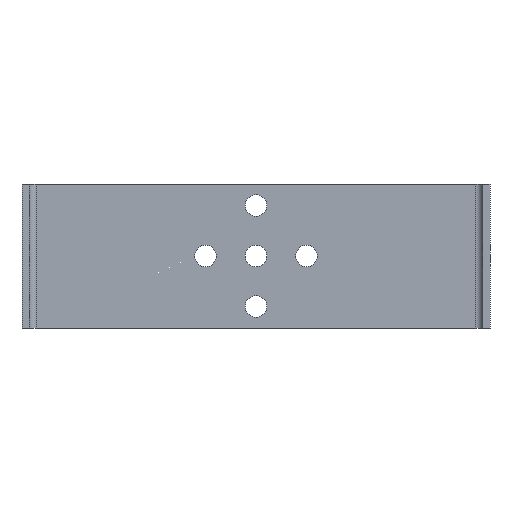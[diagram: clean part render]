
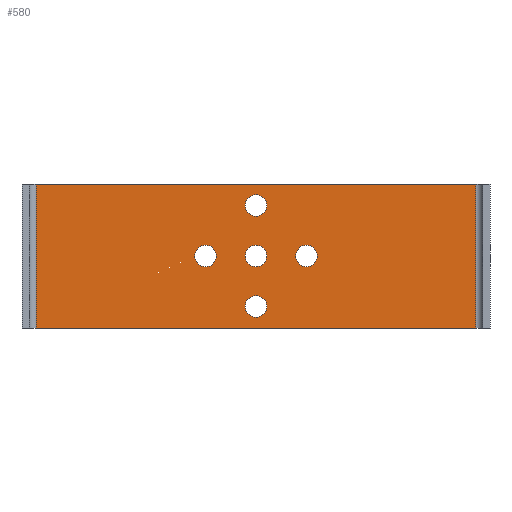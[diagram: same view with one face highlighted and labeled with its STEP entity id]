
A CAD part, front view. The second image highlights one B-rep face of the part: STEP entity #580.
In plain terms, the highlighted planar face has unit normal (0, -1, 0).
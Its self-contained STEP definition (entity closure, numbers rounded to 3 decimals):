
#12 = CIRCLE ( 'NONE', #1269, 1.5 ) ;
#13 = VERTEX_POINT ( 'NONE', #1361 ) ;
#14 = AXIS2_PLACEMENT_3D ( 'NONE', #1394, #1048, #283 ) ;
#32 = ORIENTED_EDGE ( 'NONE', *, *, #43, .T. ) ;
#38 = ORIENTED_EDGE ( 'NONE', *, *, #97, .T. ) ;
#43 = EDGE_CURVE ( 'NONE', #13, #1408, #73, .T. ) ;
#48 = CIRCLE ( 'NONE', #1252, 1.5 ) ;
#69 = CIRCLE ( 'NONE', #1431, 1.5 ) ;
#72 = DIRECTION ( 'NONE',  ( 0., 0., 1. ) ) ;
#73 = CIRCLE ( 'NONE', #1227, 1.5 ) ;
#97 = EDGE_CURVE ( 'NONE', #837, #386, #917, .T. ) ;
#100 = CARTESIAN_POINT ( 'NONE',  ( 25.5, 74., 8.5 ) ) ;
#101 = VECTOR ( 'NONE', #1440, 1000. ) ;
#121 = CARTESIAN_POINT ( 'NONE',  ( 2., 74., 20. ) ) ;
#122 = ORIENTED_EDGE ( 'NONE', *, *, #173, .T. ) ;
#163 = CARTESIAN_POINT ( 'NONE',  ( 25.5, 74., 10. ) ) ;
#171 = DIRECTION ( 'NONE',  ( 0., 1., 0. ) ) ;
#173 = EDGE_CURVE ( 'NONE', #884, #672, #12, .T. ) ;
#174 = VERTEX_POINT ( 'NONE', #100 ) ;
#179 = DIRECTION ( 'NONE',  ( 0., 0., 1. ) ) ;
#189 = VERTEX_POINT ( 'NONE', #746 ) ;
#203 = DIRECTION ( 'NONE',  ( 0., 0., 1. ) ) ;
#206 = ORIENTED_EDGE ( 'NONE', *, *, #249, .T. ) ;
#222 = DIRECTION ( 'NONE',  ( 0., 0., 1. ) ) ;
#235 = VECTOR ( 'NONE', #1199, 1000. ) ;
#239 = CARTESIAN_POINT ( 'NONE',  ( 25.5, 74., 11.5 ) ) ;
#241 = ORIENTED_EDGE ( 'NONE', *, *, #1355, .T. ) ;
#245 = VERTEX_POINT ( 'NONE', #533 ) ;
#249 = EDGE_CURVE ( 'NONE', #1408, #13, #295, .T. ) ;
#253 = DIRECTION ( 'NONE',  ( 0., 1., 0. ) ) ;
#283 = DIRECTION ( 'NONE',  ( 0., 0., 1. ) ) ;
#295 = CIRCLE ( 'NONE', #872, 1.5 ) ;
#301 = AXIS2_PLACEMENT_3D ( 'NONE', #163, #1261, #1359 ) ;
#336 = CARTESIAN_POINT ( 'NONE',  ( 63., 74., 20. ) ) ;
#342 = DIRECTION ( 'NONE',  ( 0., 1., 0. ) ) ;
#348 = EDGE_LOOP ( 'NONE', ( #32, #206 ) ) ;
#363 = EDGE_CURVE ( 'NONE', #1053, #766, #1051, .T. ) ;
#364 = FACE_BOUND ( 'NONE', #348, .T. ) ;
#370 = CARTESIAN_POINT ( 'NONE',  ( 63., 74., 20. ) ) ;
#386 = VERTEX_POINT ( 'NONE', #799 ) ;
#391 = CARTESIAN_POINT ( 'NONE',  ( 32.5, 74., 3. ) ) ;
#396 = LINE ( 'NONE', #336, #101 ) ;
#413 = LINE ( 'NONE', #1201, #235 ) ;
#417 = CARTESIAN_POINT ( 'NONE',  ( 32.5, 74., 17. ) ) ;
#440 = FACE_BOUND ( 'NONE', #1059, .T. ) ;
#464 = VERTEX_POINT ( 'NONE', #239 ) ;
#465 = DIRECTION ( 'NONE',  ( 0., 0., 1. ) ) ;
#519 = VECTOR ( 'NONE', #1214, 1000. ) ;
#533 = CARTESIAN_POINT ( 'NONE',  ( 39.5, 74., 8.5 ) ) ;
#563 = CARTESIAN_POINT ( 'NONE',  ( 39.5, 74., 10. ) ) ;
#566 = EDGE_CURVE ( 'NONE', #1053, #651, #1152, .T. ) ;
#580 = ADVANCED_FACE ( 'NONE', ( #440, #364, #695, #1381, #865, #1400 ), #919, .F. ) ;
#605 = CARTESIAN_POINT ( 'NONE',  ( 32.5, 74., 10. ) ) ;
#610 = ORIENTED_EDGE ( 'NONE', *, *, #997, .F. ) ;
#614 = CARTESIAN_POINT ( 'NONE',  ( 2., 74., 0. ) ) ;
#638 = CIRCLE ( 'NONE', #301, 1.5 ) ;
#651 = VERTEX_POINT ( 'NONE', #370 ) ;
#652 = EDGE_LOOP ( 'NONE', ( #905, #610, #959, #1125 ) ) ;
#659 = DIRECTION ( 'NONE',  ( 0., 0., 1. ) ) ;
#672 = VERTEX_POINT ( 'NONE', #737 ) ;
#695 = FACE_BOUND ( 'NONE', #1010, .T. ) ;
#723 = DIRECTION ( 'NONE',  ( 1., 0., 0. ) ) ;
#729 = AXIS2_PLACEMENT_3D ( 'NONE', #563, #342, #465 ) ;
#737 = CARTESIAN_POINT ( 'NONE',  ( 32.5, 74., 15.5 ) ) ;
#738 = ORIENTED_EDGE ( 'NONE', *, *, #1308, .T. ) ;
#739 = DIRECTION ( 'NONE',  ( 0., 1., 0. ) ) ;
#746 = CARTESIAN_POINT ( 'NONE',  ( 39.5, 74., 11.5 ) ) ;
#752 = ORIENTED_EDGE ( 'NONE', *, *, #1329, .T. ) ;
#766 = VERTEX_POINT ( 'NONE', #614 ) ;
#767 = EDGE_LOOP ( 'NONE', ( #1037, #38 ) ) ;
#792 = CIRCLE ( 'NONE', #1333, 1.5 ) ;
#799 = CARTESIAN_POINT ( 'NONE',  ( 32.5, 74., 11.5 ) ) ;
#809 = CIRCLE ( 'NONE', #729, 1.5 ) ;
#816 = ORIENTED_EDGE ( 'NONE', *, *, #948, .T. ) ;
#822 = CARTESIAN_POINT ( 'NONE',  ( 0., 74., 20. ) ) ;
#833 = CARTESIAN_POINT ( 'NONE',  ( 0., 74., 20. ) ) ;
#837 = VERTEX_POINT ( 'NONE', #972 ) ;
#841 = CARTESIAN_POINT ( 'NONE',  ( 39.5, 74., 10. ) ) ;
#865 = FACE_BOUND ( 'NONE', #767, .T. ) ;
#868 = VERTEX_POINT ( 'NONE', #1433 ) ;
#872 = AXIS2_PLACEMENT_3D ( 'NONE', #1318, #983, #222 ) ;
#884 = VERTEX_POINT ( 'NONE', #966 ) ;
#905 = ORIENTED_EDGE ( 'NONE', *, *, #1416, .T. ) ;
#917 = CIRCLE ( 'NONE', #14, 1.5 ) ;
#919 = PLANE ( 'NONE',  #1263 ) ;
#941 = AXIS2_PLACEMENT_3D ( 'NONE', #841, #171, #953 ) ;
#948 = EDGE_CURVE ( 'NONE', #245, #189, #809, .T. ) ;
#950 = CIRCLE ( 'NONE', #941, 1.5 ) ;
#953 = DIRECTION ( 'NONE',  ( 0., 0., 1. ) ) ;
#959 = ORIENTED_EDGE ( 'NONE', *, *, #566, .F. ) ;
#966 = CARTESIAN_POINT ( 'NONE',  ( 32.5, 74., 18.5 ) ) ;
#972 = CARTESIAN_POINT ( 'NONE',  ( 32.5, 74., 8.5 ) ) ;
#975 = DIRECTION ( 'NONE',  ( 0., 1., 0. ) ) ;
#978 = DIRECTION ( 'NONE',  ( 0., 1., 0. ) ) ;
#983 = DIRECTION ( 'NONE',  ( 0., 1., 0. ) ) ;
#997 = EDGE_CURVE ( 'NONE', #651, #868, #396, .T. ) ;
#1006 = CARTESIAN_POINT ( 'NONE',  ( 2., 74., 20. ) ) ;
#1010 = EDGE_LOOP ( 'NONE', ( #738, #816 ) ) ;
#1037 = ORIENTED_EDGE ( 'NONE', *, *, #1089, .T. ) ;
#1041 = DIRECTION ( 'NONE',  ( 0., 1., 0. ) ) ;
#1048 = DIRECTION ( 'NONE',  ( 0., 1., 0. ) ) ;
#1051 = LINE ( 'NONE', #121, #519 ) ;
#1053 = VERTEX_POINT ( 'NONE', #1006 ) ;
#1059 = EDGE_LOOP ( 'NONE', ( #1157, #752 ) ) ;
#1063 = EDGE_CURVE ( 'NONE', #464, #174, #638, .T. ) ;
#1089 = EDGE_CURVE ( 'NONE', #386, #837, #48, .T. ) ;
#1125 = ORIENTED_EDGE ( 'NONE', *, *, #363, .T. ) ;
#1152 = LINE ( 'NONE', #822, #1270 ) ;
#1154 = DIRECTION ( 'NONE',  ( 0., 0., 1. ) ) ;
#1157 = ORIENTED_EDGE ( 'NONE', *, *, #1063, .T. ) ;
#1199 = DIRECTION ( 'NONE',  ( 1., 0., 0. ) ) ;
#1201 = CARTESIAN_POINT ( 'NONE',  ( 0., 74., 0. ) ) ;
#1214 = DIRECTION ( 'NONE',  ( 0., 0., -1. ) ) ;
#1227 = AXIS2_PLACEMENT_3D ( 'NONE', #391, #1266, #179 ) ;
#1252 = AXIS2_PLACEMENT_3D ( 'NONE', #605, #1041, #1377 ) ;
#1261 = DIRECTION ( 'NONE',  ( 0., 1., 0. ) ) ;
#1263 = AXIS2_PLACEMENT_3D ( 'NONE', #833, #253, #1154 ) ;
#1266 = DIRECTION ( 'NONE',  ( 0., 1., 0. ) ) ;
#1269 = AXIS2_PLACEMENT_3D ( 'NONE', #417, #975, #203 ) ;
#1270 = VECTOR ( 'NONE', #723, 1000. ) ;
#1275 = CARTESIAN_POINT ( 'NONE',  ( 25.5, 74., 10. ) ) ;
#1308 = EDGE_CURVE ( 'NONE', #189, #245, #950, .T. ) ;
#1310 = CARTESIAN_POINT ( 'NONE',  ( 32.5, 74., 17. ) ) ;
#1317 = CARTESIAN_POINT ( 'NONE',  ( 32.5, 74., 1.5 ) ) ;
#1318 = CARTESIAN_POINT ( 'NONE',  ( 32.5, 74., 3. ) ) ;
#1329 = EDGE_CURVE ( 'NONE', #174, #464, #69, .T. ) ;
#1332 = EDGE_LOOP ( 'NONE', ( #122, #241 ) ) ;
#1333 = AXIS2_PLACEMENT_3D ( 'NONE', #1310, #978, #659 ) ;
#1355 = EDGE_CURVE ( 'NONE', #672, #884, #792, .T. ) ;
#1359 = DIRECTION ( 'NONE',  ( 0., 0., 1. ) ) ;
#1361 = CARTESIAN_POINT ( 'NONE',  ( 32.5, 74., 4.5 ) ) ;
#1377 = DIRECTION ( 'NONE',  ( 0., 0., 1. ) ) ;
#1381 = FACE_BOUND ( 'NONE', #1332, .T. ) ;
#1394 = CARTESIAN_POINT ( 'NONE',  ( 32.5, 74., 10. ) ) ;
#1400 = FACE_OUTER_BOUND ( 'NONE', #652, .T. ) ;
#1408 = VERTEX_POINT ( 'NONE', #1317 ) ;
#1416 = EDGE_CURVE ( 'NONE', #766, #868, #413, .T. ) ;
#1431 = AXIS2_PLACEMENT_3D ( 'NONE', #1275, #739, #72 ) ;
#1433 = CARTESIAN_POINT ( 'NONE',  ( 63., 74., 0. ) ) ;
#1440 = DIRECTION ( 'NONE',  ( 0., 0., -1. ) ) ;
